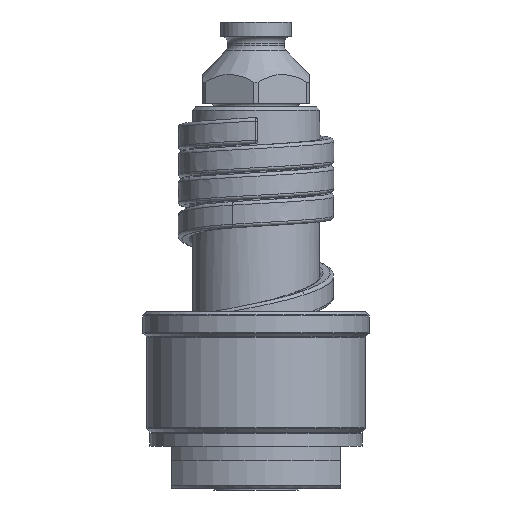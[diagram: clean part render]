
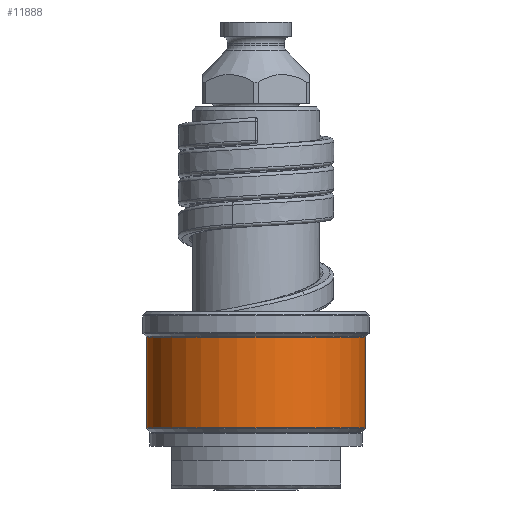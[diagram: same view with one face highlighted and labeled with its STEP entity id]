
A CAD part, front view. The second image highlights one B-rep face of the part: STEP entity #11888.
In plain terms, the highlighted cylindrical face has radius 15.5 mm (diameter 31 mm), a partial arc.
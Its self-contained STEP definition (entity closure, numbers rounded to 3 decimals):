
#3935=CARTESIAN_POINT('',(0.,0.,8.583));
#3936=DIRECTION('',(0.,0.,1.));
#3937=DIRECTION('',(-1.,0.,0.));
#3938=AXIS2_PLACEMENT_3D('',#3935,#3936,#3937);
#3940=DIRECTION('',(0.,0.,-1.));
#3941=VECTOR('',#3940,12.835);
#3942=CARTESIAN_POINT('',(-15.5,0.,21.417));
#3943=LINE('',#3942,#3941);
#3944=CARTESIAN_POINT('',(0.,0.,21.417));
#3945=DIRECTION('',(0.,0.,1.));
#3946=DIRECTION('',(-1.,0.,0.));
#3947=AXIS2_PLACEMENT_3D('',#3944,#3945,#3946);
#3949=DIRECTION('',(0.,0.,-1.));
#3950=VECTOR('',#3949,12.835);
#3951=CARTESIAN_POINT('',(15.5,0.,21.417));
#3952=LINE('',#3951,#3950);
#5284=CARTESIAN_POINT('',(15.5,0.,21.417));
#5285=CARTESIAN_POINT('',(-15.5,0.,21.417));
#5286=VERTEX_POINT('',#5284);
#5287=VERTEX_POINT('',#5285);
#5310=CARTESIAN_POINT('',(15.5,0.,8.583));
#5311=VERTEX_POINT('',#5310);
#5312=CARTESIAN_POINT('',(-15.5,0.,8.583));
#5313=VERTEX_POINT('',#5312);
#11876=CARTESIAN_POINT('',(0.,0.,7.15));
#11877=DIRECTION('',(0.,0.,1.));
#11878=DIRECTION('',(-1.,0.,0.));
#11879=AXIS2_PLACEMENT_3D('',#11876,#11877,#11878);
#11880=CYLINDRICAL_SURFACE('',#11879,15.5);
#11881=ORIENTED_EDGE('',*,*,#11848,.F.);
#11882=ORIENTED_EDGE('',*,*,#11866,.F.);
#11884=ORIENTED_EDGE('',*,*,#11883,.T.);
#11885=ORIENTED_EDGE('',*,*,#11862,.T.);
#11886=EDGE_LOOP('',(#11881,#11882,#11884,#11885));
#11887=FACE_OUTER_BOUND('',#11886,.F.);
#3939=CIRCLE('',#3938,15.5);
#3948=CIRCLE('',#3947,15.5);
#11848=EDGE_CURVE('',#5313,#5311,#3939,.T.);
#11862=EDGE_CURVE('',#5286,#5311,#3952,.T.);
#11866=EDGE_CURVE('',#5287,#5313,#3943,.T.);
#11883=EDGE_CURVE('',#5287,#5286,#3948,.T.);
#11888=ADVANCED_FACE('',(#11887),#11880,.T.);
